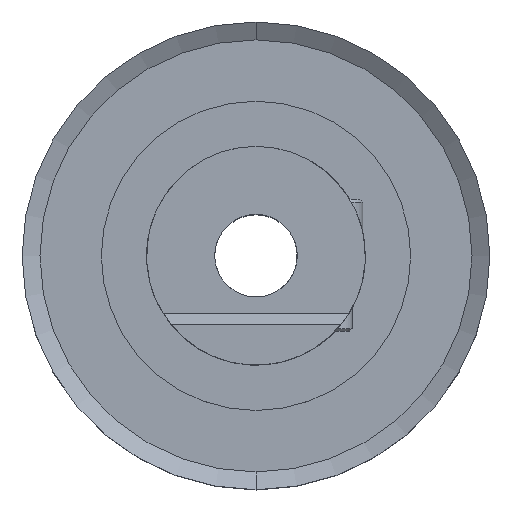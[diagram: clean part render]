
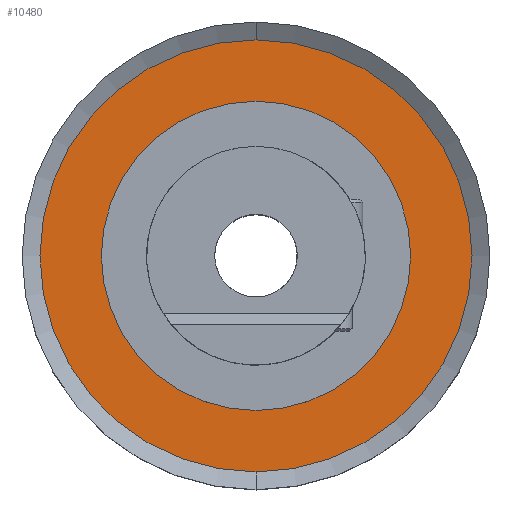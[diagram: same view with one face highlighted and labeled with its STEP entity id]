
A CAD part, top view. The second image highlights one B-rep face of the part: STEP entity #10480.
In plain terms, the highlighted planar face has unit normal (0, 0, 1).
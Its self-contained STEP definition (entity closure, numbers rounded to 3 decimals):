
#3253=CARTESIAN_POINT('',(0.,0.,-0.75));
#3254=DIRECTION('',(0.,0.,1.));
#3255=DIRECTION('',(0.,1.,0.));
#3256=AXIS2_PLACEMENT_3D('',#3253,#3254,#3255);
#3262=CARTESIAN_POINT('',(0.,0.,-0.75));
#3263=DIRECTION('',(0.,0.,-1.));
#3264=DIRECTION('',(0.,1.,0.));
#3265=AXIS2_PLACEMENT_3D('',#3262,#3263,#3264);
#3267=CARTESIAN_POINT('',(0.,0.,-0.75));
#3268=DIRECTION('',(0.,0.,1.));
#3269=DIRECTION('',(1.,0.,0.));
#3270=AXIS2_PLACEMENT_3D('',#3267,#3268,#3269);
#3272=CARTESIAN_POINT('',(0.,0.,-0.75));
#3273=DIRECTION('',(0.,0.,1.));
#3274=DIRECTION('',(-1.,0.,0.));
#3275=AXIS2_PLACEMENT_3D('',#3272,#3273,#3274);
#5102=CARTESIAN_POINT('',(0.,15.701,-0.75));
#5104=VERTEX_POINT('',#5102);
#5110=CARTESIAN_POINT('',(0.,-15.701,-0.75));
#5112=VERTEX_POINT('',#5110);
#5150=CARTESIAN_POINT('',(11.24,0.,-0.75));
#5151=CARTESIAN_POINT('',(-11.24,0.,-0.75));
#5152=VERTEX_POINT('',#5150);
#5153=VERTEX_POINT('',#5151);
#10466=CARTESIAN_POINT('',(0.,0.,-0.75));
#10467=DIRECTION('',(0.,0.,-1.));
#10468=DIRECTION('',(0.,-1.,0.));
#10469=AXIS2_PLACEMENT_3D('',#10466,#10467,#10468);
#10470=PLANE('',#10469);
#10471=ORIENTED_EDGE('',*,*,#10461,.T.);
#10472=ORIENTED_EDGE('',*,*,#10445,.F.);
#10473=EDGE_LOOP('',(#10471,#10472));
#10474=FACE_OUTER_BOUND('',#10473,.F.);
#10475=ORIENTED_EDGE('',*,*,#6382,.T.);
#10477=ORIENTED_EDGE('',*,*,#10476,.T.);
#10478=EDGE_LOOP('',(#10475,#10477));
#10479=FACE_BOUND('',#10478,.F.);
#3257=CIRCLE('',#3256,15.701);
#3266=CIRCLE('',#3265,15.701);
#3271=CIRCLE('',#3270,11.24);
#3276=CIRCLE('',#3275,11.24);
#6382=EDGE_CURVE('',#5152,#5153,#3271,.T.);
#10445=EDGE_CURVE('',#5104,#5112,#3257,.T.);
#10461=EDGE_CURVE('',#5104,#5112,#3266,.T.);
#10476=EDGE_CURVE('',#5153,#5152,#3276,.T.);
#10480=ADVANCED_FACE('',(#10474,#10479),#10470,.F.);
